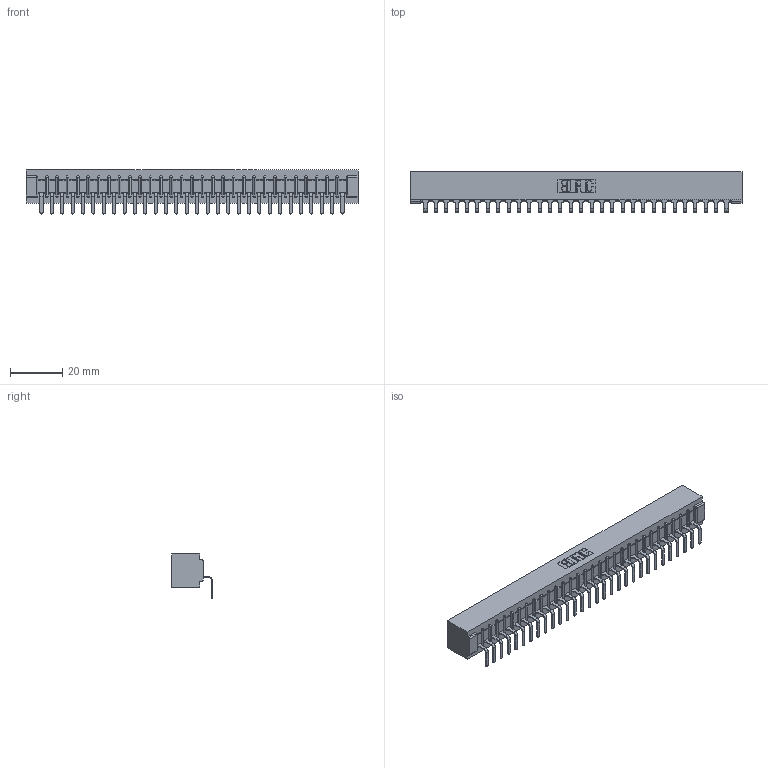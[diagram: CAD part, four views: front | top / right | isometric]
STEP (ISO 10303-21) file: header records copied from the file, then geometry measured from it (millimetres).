
FILE_DESCRIPTION (( 'STEP AP203' ), '1' );
FILE_NAME ('307-030-559-101.STEP', '2019-09-05T16:27:17', ( '' ), ( '' ), 'SwSTEP 2.0', 'SolidWorks 2016', '' );
FILE_SCHEMA (( 'CONFIG_CONTROL_DESIGN' ));
Length unit declared in the file: inch
Products named in the file (3): 307-290-001_558 559 - 1 (Single); 307-030-559-101; 307 Part_No Mounting Lugs
Assembly tree (31 placements, depth 2):
  307-030-559-101
    307 Part_No Mounting Lugs
    307-290-001_558 559 - 1 (Single)  x30
Bounding box: 126.75 x 15.46 x 16.8 mm (x, y, z)
Volume: 13635.3 mm3; surface area: 14655.3 mm2
Topology: 31 solids, 31 shells, 1941 faces, 5519 edges, 3554 vertices
Faces by surface type: plane 1236, cylinder 643, sphere 62
Entity records: 27024 total; most frequent: CARTESIAN_POINT 4548, ORIENTED_EDGE 4534, DIRECTION 4429, EDGE_CURVE 2267, LINE 1735, VECTOR 1735, VERTEX_POINT 1466, AXIS2_PLACEMENT_3D 1347
